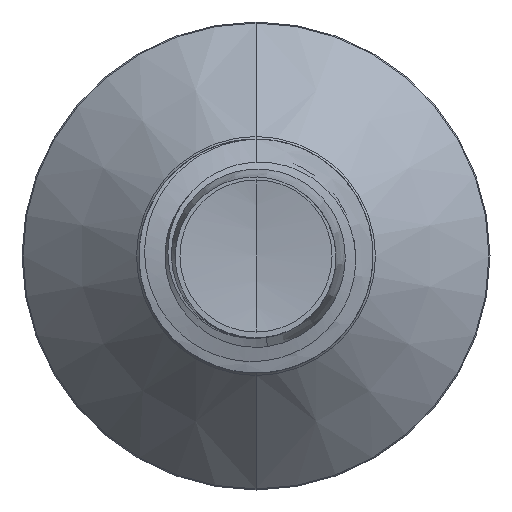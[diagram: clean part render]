
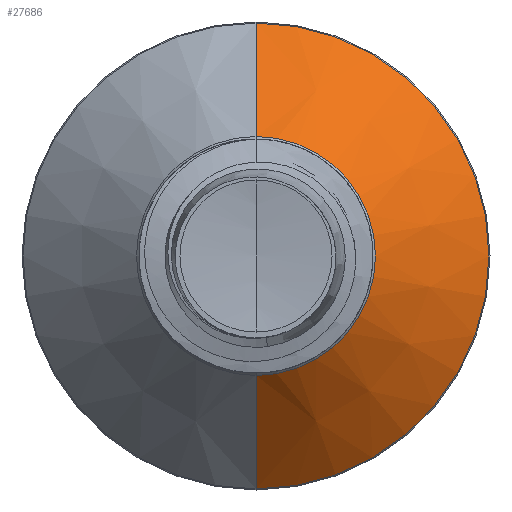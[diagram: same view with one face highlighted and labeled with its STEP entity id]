
A CAD part, front view. The second image highlights one B-rep face of the part: STEP entity #27686.
In plain terms, the highlighted conical face has half-angle 45 degrees and reference radius 2.042 mm.
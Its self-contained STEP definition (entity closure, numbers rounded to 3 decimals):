
#632 = VERTEX_POINT ( 'NONE', #22041 ) ;
#3037 = CARTESIAN_POINT ( 'NONE',  ( 0., 17.342, 0. ) ) ;
#5002 = VERTEX_POINT ( 'NONE', #30435 ) ;
#5943 = DIRECTION ( 'NONE',  ( 0., 1., 0. ) ) ;
#6319 = CARTESIAN_POINT ( 'NONE',  ( 0., 17.342, 0. ) ) ;
#6667 = ORIENTED_EDGE ( 'NONE', *, *, #23364, .F. ) ;
#6792 = DIRECTION ( 'NONE',  ( 0., 0.707, 0.707 ) ) ;
#7585 = ORIENTED_EDGE ( 'NONE', *, *, #13671, .F. ) ;
#7679 = ORIENTED_EDGE ( 'NONE', *, *, #23111, .T. ) ;
#7853 = ORIENTED_EDGE ( 'NONE', *, *, #34441, .T. ) ;
#9122 = DIRECTION ( 'NONE',  ( 0., 0., 1. ) ) ;
#10423 = VECTOR ( 'NONE', #6792, 1000. ) ;
#11303 = DIRECTION ( 'NONE',  ( 0., 1., 0. ) ) ;
#12108 = CIRCLE ( 'NONE', #12160, 2.042 ) ;
#12160 = AXIS2_PLACEMENT_3D ( 'NONE', #6319, #25881, #9122 ) ;
#13496 = AXIS2_PLACEMENT_3D ( 'NONE', #28050, #11303, #30822 ) ;
#13671 = EDGE_CURVE ( 'NONE', #632, #15350, #21072, .T. ) ;
#15350 = VERTEX_POINT ( 'NONE', #27298 ) ;
#17454 = VERTEX_POINT ( 'NONE', #24456 ) ;
#18789 = LINE ( 'NONE', #20406, #25338 ) ;
#18814 = EDGE_LOOP ( 'NONE', ( #7853, #7679, #7585, #6667 ) ) ;
#20406 = CARTESIAN_POINT ( 'NONE',  ( 0., 17.342, -2.042 ) ) ;
#20778 = CARTESIAN_POINT ( 'NONE',  ( 0., 17.342, 2.042 ) ) ;
#21072 = CIRCLE ( 'NONE', #13496, 3.982 ) ;
#22041 = CARTESIAN_POINT ( 'NONE',  ( 0., 19.282, 3.982 ) ) ;
#23111 = EDGE_CURVE ( 'NONE', #17454, #15350, #18789, .T. ) ;
#23203 = DIRECTION ( 'NONE',  ( 0., 0.707, -0.707 ) ) ;
#23364 = EDGE_CURVE ( 'NONE', #5002, #632, #27068, .T. ) ;
#24456 = CARTESIAN_POINT ( 'NONE',  ( 0., 17.342, -2.042 ) ) ;
#25338 = VECTOR ( 'NONE', #23203, 1000. ) ;
#25881 = DIRECTION ( 'NONE',  ( 0., 1., 0. ) ) ;
#27068 = LINE ( 'NONE', #20778, #10423 ) ;
#27298 = CARTESIAN_POINT ( 'NONE',  ( 0., 19.282, -3.982 ) ) ;
#27686 = ADVANCED_FACE ( 'NONE', ( #28753 ), #35219, .T. ) ;
#27940 = DIRECTION ( 'NONE',  ( 0., 0., 1. ) ) ;
#28050 = CARTESIAN_POINT ( 'NONE',  ( 0., 19.282, 0. ) ) ;
#28753 = FACE_OUTER_BOUND ( 'NONE', #18814, .T. ) ;
#30435 = CARTESIAN_POINT ( 'NONE',  ( 0., 17.342, 2.042 ) ) ;
#30822 = DIRECTION ( 'NONE',  ( 0., 0., 1. ) ) ;
#31744 = AXIS2_PLACEMENT_3D ( 'NONE', #3037, #5943, #27940 ) ;
#34441 = EDGE_CURVE ( 'NONE', #5002, #17454, #12108, .T. ) ;
#35219 = CONICAL_SURFACE ( 'NONE', #31744, 2.042, 0.785 ) ;
